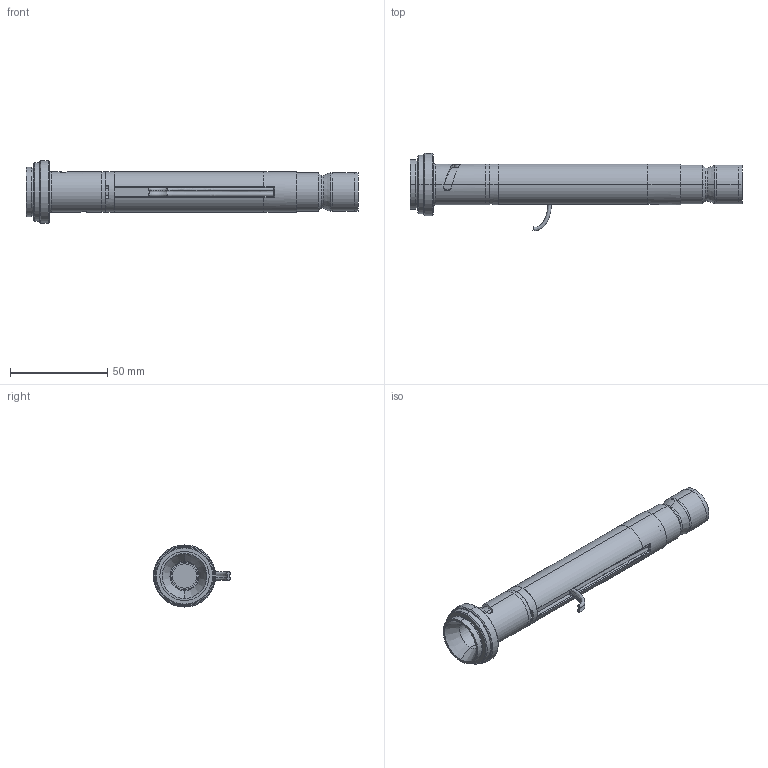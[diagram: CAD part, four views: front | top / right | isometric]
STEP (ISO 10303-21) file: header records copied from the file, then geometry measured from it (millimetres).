
FILE_DESCRIPTION (( 'STEP AP203' ), '1' );
FILE_NAME ('DP71247-A_PCBP013.step', '2021-12-10T11:49:55', ( '' ), ( '' ), 'SwSTEP 2.0', 'SolidWorks 2021', '' );
FILE_SCHEMA (( 'CONFIG_CONTROL_DESIGN' ));
Length unit declared in the file: millimetre
Products named in the file (1): DP71247-A_PCBP013
Bounding box: 171.07 x 39.71 x 32 mm (x, y, z)
Surface area: 20512.7 mm2 (no closed solid volume)
Topology: 0 solids, 18 shells, 117 faces, 338 edges, 236 vertices
Faces by surface type: cylinder 44, plane 42, cone 19, bspline 10, torus 2
Entity records: 5893 total; most frequent: CARTESIAN_POINT 2756, DIRECTION 673, ORIENTED_EDGE 556, EDGE_CURVE 338, AXIS2_PLACEMENT_3D 269, VERTEX_POINT 236, CIRCLE 161, EDGE_LOOP 141
